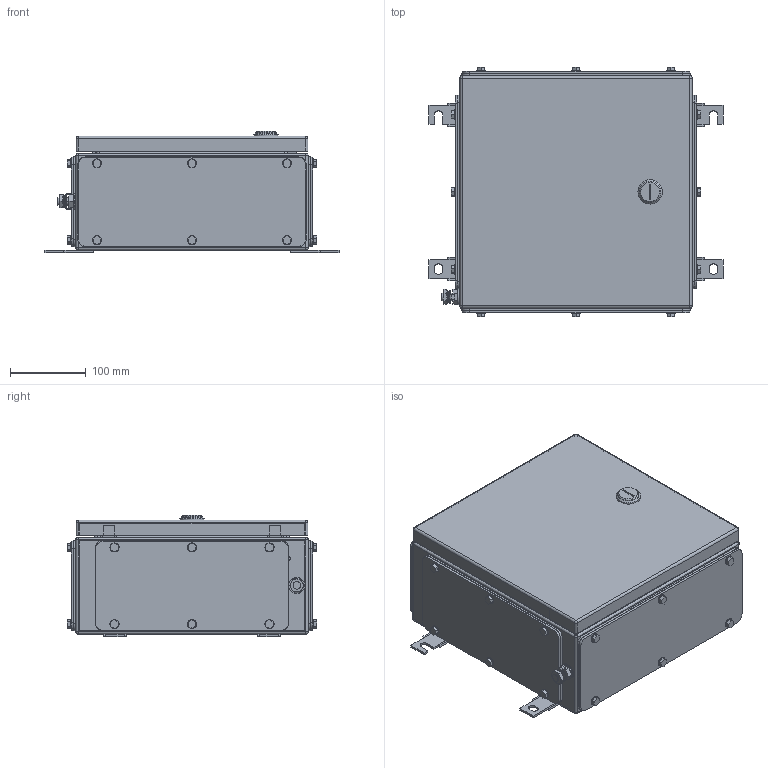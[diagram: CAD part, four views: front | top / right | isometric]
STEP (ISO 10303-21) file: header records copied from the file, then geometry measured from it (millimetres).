
FILE_DESCRIPTION(('CATIA V5 STEP Exchange','CAx-IF Rec.Pracs.--- Model Styling and Organization---1.4--- 2014-01-23'),'2;1');
FILE_NAME ('008778-7_3_1200050000_1200050000.stp','2019-09-23T06:27:13+00:00',('none'),('Weidmueller'),'CATIA Version 5-6 Release 2016 SP3 HF44','CATIA V5 STEP AP214','none');
FILE_SCHEMA(('AUTOMOTIVE_DESIGN { 1 0 10303 214 1 1 1 1 }'));
Length unit declared in the file: millimetre
Products named in the file (1): 1200050000
Bounding box: 387 x 328 x 159.8 mm (x, y, z)
Volume: 1133362.4 mm3; surface area: 1131770.7 mm2
Topology: 93 solids, 94 shells, 1857 faces, 4266 edges, 2676 vertices
Faces by surface type: cylinder 824, plane 795, cone 188, sphere 24, torus 22, bspline 4
Entity records: 49798 total; most frequent: CARTESIAN_POINT 10283, ORIENTED_EDGE 8368, DIRECTION 6651, EDGE_CURVE 4184, AXIS2_PLACEMENT_3D 2964, VERTEX_POINT 2676, VECTOR 2323, LINE 2323
